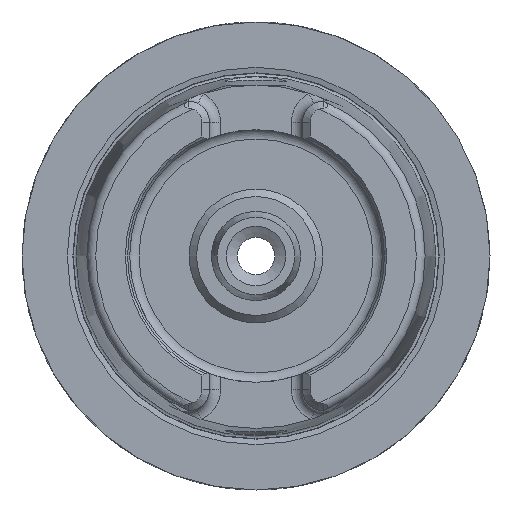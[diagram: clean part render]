
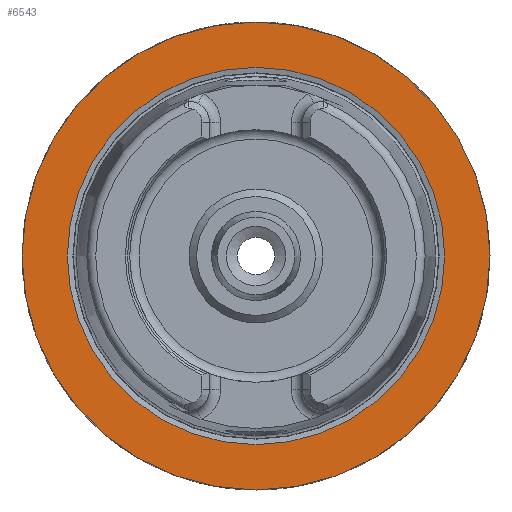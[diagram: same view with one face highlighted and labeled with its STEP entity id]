
A CAD part, left-side view. The second image highlights one B-rep face of the part: STEP entity #6543.
In plain terms, the highlighted planar face has unit normal (-1, 0, 0).
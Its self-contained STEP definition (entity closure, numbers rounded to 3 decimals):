
#5734=CARTESIAN_POINT('',(0.0,31.5,0.0));
#5735=VERTEX_POINT('',#5734);
#5736=CARTESIAN_POINT('',(0.0,0.0,0.0));
#5737=DIRECTION('',(1.0,0.0,0.0));
#5738=DIRECTION('',(0.0,1.0,0.0));
#5739=AXIS2_PLACEMENT_3D('',#5736,#5737,#5738);
#5740=CIRCLE('',#5739,31.5);
#5741=EDGE_CURVE('',#5735,#5735,#5740,.T.);
#6517=CARTESIAN_POINT('',(0.0,25.4,0.0));
#6518=VERTEX_POINT('',#6517);
#6519=CARTESIAN_POINT('',(0.0,0.0,0.0));
#6520=DIRECTION('',(1.0,0.0,0.0));
#6521=DIRECTION('',(0.0,1.0,0.0));
#6522=AXIS2_PLACEMENT_3D('',#6519,#6520,#6521);
#6523=CIRCLE('',#6522,25.4);
#6524=EDGE_CURVE('',#6518,#6518,#6523,.T.);
#6532=CARTESIAN_POINT('',(0.0,28.45,0.0));
#6533=DIRECTION('',(-1.0,0.0,0.0));
#6534=DIRECTION('',(0.0,0.0,1.0));
#6535=AXIS2_PLACEMENT_3D('',#6532,#6533,#6534);
#6536=PLANE('',#6535);
#6537=ORIENTED_EDGE('',*,*,#5741,.F.);
#6538=EDGE_LOOP('',(#6537));
#6539=FACE_OUTER_BOUND('',#6538,.T.);
#6540=ORIENTED_EDGE('',*,*,#6524,.T.);
#6541=EDGE_LOOP('',(#6540));
#6542=FACE_BOUND('',#6541,.T.);
#6543=ADVANCED_FACE('',(#6539,#6542),#6536,.T.);
